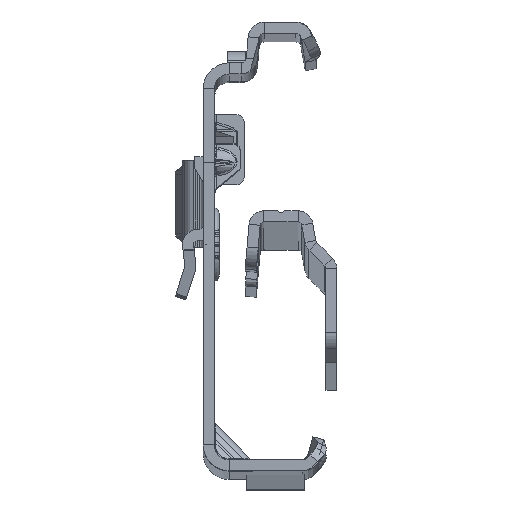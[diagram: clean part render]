
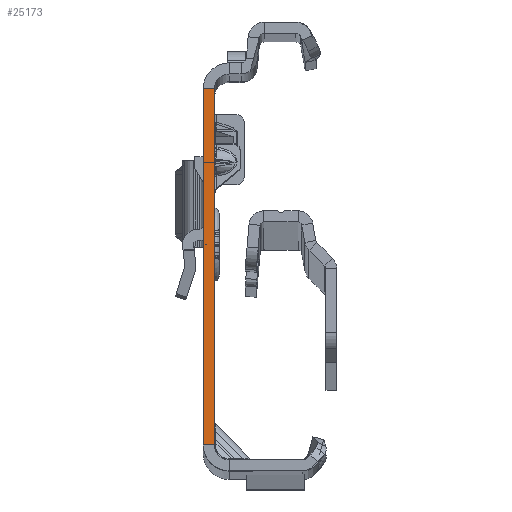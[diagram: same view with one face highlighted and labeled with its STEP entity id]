
A CAD part, top view. The second image highlights one B-rep face of the part: STEP entity #25173.
In plain terms, the highlighted planar face has unit normal (0, 0, 1).
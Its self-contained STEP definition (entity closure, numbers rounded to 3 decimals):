
#6186 = ORIENTED_EDGE ( 'NONE', *, *, #48029, .F. ) ;
#8243 = CARTESIAN_POINT ( 'NONE',  ( -1.5, 22.135, 0. ) ) ;
#8700 = CARTESIAN_POINT ( 'NONE',  ( 0., -25.865, 0. ) ) ;
#9406 = LINE ( 'NONE', #43801, #23843 ) ;
#11799 = VECTOR ( 'NONE', #25749, 1000. ) ;
#15930 = CARTESIAN_POINT ( 'NONE',  ( -1.5, -27.865, 0. ) ) ;
#16471 = LINE ( 'NONE', #15930, #36631 ) ;
#17167 = CARTESIAN_POINT ( 'NONE',  ( 0., 22.135, 0. ) ) ;
#17850 = ORIENTED_EDGE ( 'NONE', *, *, #32412, .T. ) ;
#19750 = EDGE_CURVE ( 'NONE', #19936, #29449, #9406, .T. ) ;
#19936 = VERTEX_POINT ( 'NONE', #25968 ) ;
#23717 = AXIS2_PLACEMENT_3D ( 'NONE', #39849, #48143, #35115 ) ;
#23843 = VECTOR ( 'NONE', #47418, 1000. ) ;
#25173 = ADVANCED_FACE ( 'NONE', ( #35702 ), #31295, .T. ) ;
#25650 = LINE ( 'NONE', #8700, #51153 ) ;
#25749 = DIRECTION ( 'NONE',  ( -1., 0., 0. ) ) ;
#25968 = CARTESIAN_POINT ( 'NONE',  ( 0., 22.135, 0. ) ) ;
#27735 = VERTEX_POINT ( 'NONE', #8243 ) ;
#29449 = VERTEX_POINT ( 'NONE', #32960 ) ;
#30608 = ORIENTED_EDGE ( 'NONE', *, *, #32044, .T. ) ;
#31295 = PLANE ( 'NONE',  #23717 ) ;
#32044 = EDGE_CURVE ( 'NONE', #27735, #45423, #16471, .T. ) ;
#32412 = EDGE_CURVE ( 'NONE', #19936, #27735, #33823, .T. ) ;
#32960 = CARTESIAN_POINT ( 'NONE',  ( 0., -25.865, 0. ) ) ;
#33823 = LINE ( 'NONE', #17167, #11799 ) ;
#34242 = DIRECTION ( 'NONE',  ( -1., 0., 0. ) ) ;
#34266 = CARTESIAN_POINT ( 'NONE',  ( -1.5, -25.865, 0. ) ) ;
#35115 = DIRECTION ( 'NONE',  ( 1., 0., 0. ) ) ;
#35702 = FACE_OUTER_BOUND ( 'NONE', #45573, .T. ) ;
#36631 = VECTOR ( 'NONE', #44353, 1000. ) ;
#39849 = CARTESIAN_POINT ( 'NONE',  ( -1.5, -27.865, 0. ) ) ;
#43801 = CARTESIAN_POINT ( 'NONE',  ( 0., -27.865, 0. ) ) ;
#44353 = DIRECTION ( 'NONE',  ( 0., -1., 0. ) ) ;
#45423 = VERTEX_POINT ( 'NONE', #34266 ) ;
#45573 = EDGE_LOOP ( 'NONE', ( #47535, #17850, #30608, #6186 ) ) ;
#47418 = DIRECTION ( 'NONE',  ( 0., -1., 0. ) ) ;
#47535 = ORIENTED_EDGE ( 'NONE', *, *, #19750, .F. ) ;
#48029 = EDGE_CURVE ( 'NONE', #29449, #45423, #25650, .T. ) ;
#48143 = DIRECTION ( 'NONE',  ( 0., 0., 1. ) ) ;
#51153 = VECTOR ( 'NONE', #34242, 1000. ) ;
